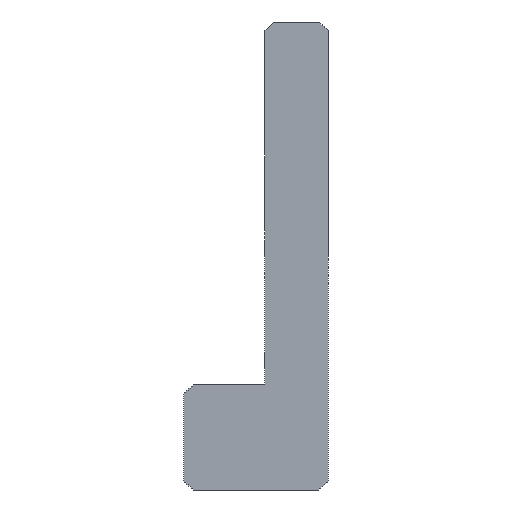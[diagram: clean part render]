
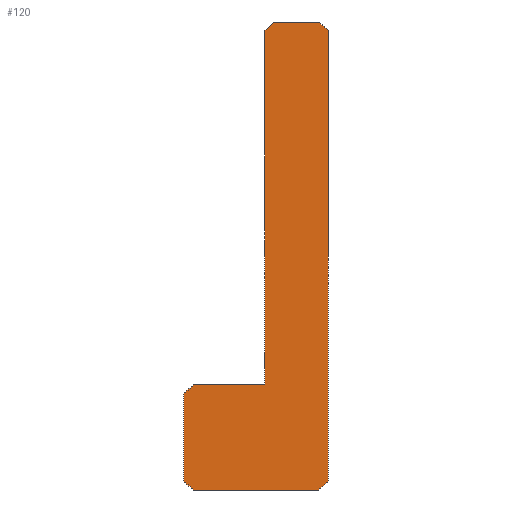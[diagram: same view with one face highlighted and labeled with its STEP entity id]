
A CAD part, front view. The second image highlights one B-rep face of the part: STEP entity #120.
In plain terms, the highlighted planar face has unit normal (0, -1, 0).
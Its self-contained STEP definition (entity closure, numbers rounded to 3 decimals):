
#120=ADVANCED_FACE('',(#180),#157,.T.);
#157=PLANE('',#894);
#180=FACE_OUTER_BOUND('',#228,.T.);
#228=EDGE_LOOP('',(#393,#394,#395,#396,#397,#398,#399,#400,#401,#402,#403));
#393=ORIENTED_EDGE('',*,*,#648,.T.);
#394=ORIENTED_EDGE('',*,*,#651,.F.);
#395=ORIENTED_EDGE('',*,*,#620,.T.);
#396=ORIENTED_EDGE('',*,*,#625,.F.);
#397=ORIENTED_EDGE('',*,*,#631,.T.);
#398=ORIENTED_EDGE('',*,*,#655,.F.);
#399=ORIENTED_EDGE('',*,*,#600,.T.);
#400=ORIENTED_EDGE('',*,*,#656,.F.);
#401=ORIENTED_EDGE('',*,*,#657,.T.);
#402=ORIENTED_EDGE('',*,*,#658,.F.);
#403=ORIENTED_EDGE('',*,*,#579,.T.);
#503=VERTEX_POINT('',#1227);
#504=VERTEX_POINT('',#1229);
#520=VERTEX_POINT('',#1300);
#521=VERTEX_POINT('',#1302);
#535=VERTEX_POINT('',#1338);
#536=VERTEX_POINT('',#1340);
#539=VERTEX_POINT('',#1349);
#543=VERTEX_POINT('',#1361);
#553=VERTEX_POINT('',#1393);
#554=VERTEX_POINT('',#1409);
#555=VERTEX_POINT('',#1411);
#579=EDGE_CURVE('',#504,#503,#695,.T.);
#600=EDGE_CURVE('',#521,#520,#708,.T.);
#620=EDGE_CURVE('',#536,#535,#723,.T.);
#625=EDGE_CURVE('',#539,#535,#728,.T.);
#631=EDGE_CURVE('',#539,#543,#732,.T.);
#648=EDGE_CURVE('',#503,#553,#741,.T.);
#651=EDGE_CURVE('',#536,#553,#742,.T.);
#655=EDGE_CURVE('',#521,#543,#746,.T.);
#656=EDGE_CURVE('',#554,#520,#747,.T.);
#657=EDGE_CURVE('',#554,#555,#748,.T.);
#658=EDGE_CURVE('',#504,#555,#749,.T.);
#695=LINE('',#1228,#779);
#708=LINE('',#1301,#792);
#723=LINE('',#1339,#807);
#728=LINE('',#1350,#812);
#732=LINE('',#1362,#816);
#741=LINE('',#1394,#825);
#742=LINE('',#1399,#826);
#746=LINE('',#1406,#830);
#747=LINE('',#1408,#831);
#748=LINE('',#1410,#832);
#749=LINE('',#1412,#833);
#779=VECTOR('',#944,1.);
#792=VECTOR('',#977,1.);
#807=VECTOR('',#1008,1.);
#812=VECTOR('',#1017,1.);
#816=VECTOR('',#1029,1.);
#825=VECTOR('',#1064,1.);
#826=VECTOR('',#1073,1.);
#830=VECTOR('',#1083,1.);
#831=VECTOR('',#1086,1.);
#832=VECTOR('',#1087,1.);
#833=VECTOR('',#1088,1.);
#894=AXIS2_PLACEMENT_3D('',#1413,#1089,#1090);
#944=DIRECTION('',(0.,0.,-1.));
#977=DIRECTION('',(0.,0.,1.));
#1008=DIRECTION('',(0.,0.,-1.));
#1017=DIRECTION('',(-0.707,0.,0.707));
#1029=DIRECTION('',(1.,0.,0.));
#1064=DIRECTION('',(-1.,0.,0.));
#1073=DIRECTION('',(0.707,0.,0.707));
#1083=DIRECTION('',(-0.707,0.,-0.707));
#1086=DIRECTION('',(0.707,0.,-0.707));
#1087=DIRECTION('',(-1.,0.,0.));
#1088=DIRECTION('',(0.707,0.,0.707));
#1089=DIRECTION('',(0.,-1.,0.));
#1090=DIRECTION('',(-1.,0.,0.));
#1227=CARTESIAN_POINT('',(52.,-84.5,-24.5));
#1228=CARTESIAN_POINT('',(52.,-84.5,-12.7));
#1229=CARTESIAN_POINT('',(52.,-84.5,-12.7));
#1300=CARTESIAN_POINT('',(54.1,-84.5,-12.7));
#1301=CARTESIAN_POINT('',(54.1,-84.5,-27.7));
#1302=CARTESIAN_POINT('',(54.1,-84.5,-27.7));
#1338=CARTESIAN_POINT('',(49.3,-84.5,-27.7));
#1339=CARTESIAN_POINT('',(49.3,-84.5,-24.8));
#1340=CARTESIAN_POINT('',(49.3,-84.5,-24.8));
#1349=CARTESIAN_POINT('',(49.6,-84.5,-28.));
#1350=CARTESIAN_POINT('',(49.6,-84.5,-28.));
#1361=CARTESIAN_POINT('',(53.8,-84.5,-28.));
#1362=CARTESIAN_POINT('',(49.6,-84.5,-28.));
#1393=CARTESIAN_POINT('',(49.6,-84.5,-24.5));
#1394=CARTESIAN_POINT('',(52.,-84.5,-24.5));
#1399=CARTESIAN_POINT('',(49.3,-84.5,-24.8));
#1406=CARTESIAN_POINT('',(54.1,-84.5,-27.7));
#1408=CARTESIAN_POINT('',(53.8,-84.5,-12.4));
#1409=CARTESIAN_POINT('',(53.8,-84.5,-12.4));
#1410=CARTESIAN_POINT('',(53.8,-84.5,-12.4));
#1411=CARTESIAN_POINT('',(52.3,-84.5,-12.4));
#1412=CARTESIAN_POINT('',(52.,-84.5,-12.7));
#1413=CARTESIAN_POINT('',(51.6,-84.5,-28.));
